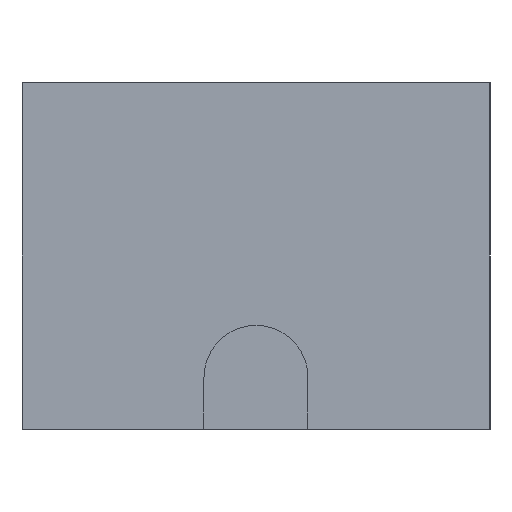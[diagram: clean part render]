
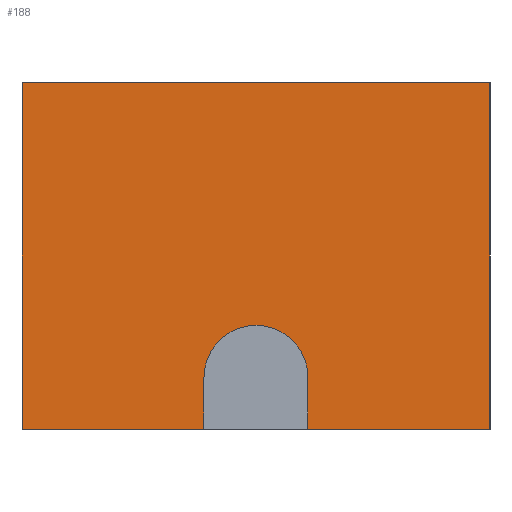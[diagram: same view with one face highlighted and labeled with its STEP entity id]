
A CAD part, left-side view. The second image highlights one B-rep face of the part: STEP entity #188.
In plain terms, the highlighted planar face has unit normal (-1, 0, 0).
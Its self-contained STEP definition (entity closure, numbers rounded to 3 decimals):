
#67 = ORIENTED_EDGE ( 'NONE', *, *, #2926, .F. ) ;
#68 = ORIENTED_EDGE ( 'NONE', *, *, #3118, .F. ) ;
#69 = ORIENTED_EDGE ( 'NONE', *, *, #2138, .T. ) ;
#70 = ORIENTED_EDGE ( 'NONE', *, *, #2927, .T. ) ;
#71 = ORIENTED_EDGE ( 'NONE', *, *, #3000, .F. ) ;
#72 = ORIENTED_EDGE ( 'NONE', *, *, #3036, .F. ) ;
#73 = ORIENTED_EDGE ( 'NONE', *, *, #3095, .T. ) ;
#74 = ORIENTED_EDGE ( 'NONE', *, *, #3108, .F. ) ;
#75 = ORIENTED_EDGE ( 'NONE', *, *, #2126, .F. ) ;
#188 = ADVANCED_FACE ( 'NONE', ( #2681 ), #1622, .F. ) ;
#254 = DIRECTION ( 'NONE',  ( 0., -1., 0. ) ) ;
#255 = CARTESIAN_POINT ( 'NONE',  ( 0., 13.5, 20. ) ) ;
#294 = DIRECTION ( 'NONE',  ( 0., 0., 1. ) ) ;
#300 = DIRECTION ( 'NONE',  ( 0., 0., -1. ) ) ;
#464 = DIRECTION ( 'NONE',  ( 0., 0., -1. ) ) ;
#465 = CARTESIAN_POINT ( 'NONE',  ( 0., 3., 0. ) ) ;
#484 = DIRECTION ( 'NONE',  ( 0., 0., 1. ) ) ;
#485 = CARTESIAN_POINT ( 'NONE',  ( 0., -3., 0. ) ) ;
#512 = DIRECTION ( 'NONE',  ( 0., -1., 0. ) ) ;
#513 = CARTESIAN_POINT ( 'NONE',  ( 0., 13.5, 0. ) ) ;
#611 = DIRECTION ( 'NONE',  ( 0., 0., -1. ) ) ;
#612 = CARTESIAN_POINT ( 'NONE',  ( 0., -13.5, 20. ) ) ;
#638 = CARTESIAN_POINT ( 'NONE',  ( 0., 13.5, 20. ) ) ;
#674 = DIRECTION ( 'NONE',  ( -1., 0., 0. ) ) ;
#675 = CARTESIAN_POINT ( 'NONE',  ( 0., 0., 3. ) ) ;
#1009 = DIRECTION ( 'NONE',  ( 0., -1., 0. ) ) ;
#1010 = CARTESIAN_POINT ( 'NONE',  ( 0., 13.5, 0. ) ) ;
#1035 = DIRECTION ( 'NONE',  ( 0., 0., 1. ) ) ;
#1036 = DIRECTION ( 'NONE',  ( -1., 0., 0. ) ) ;
#1037 = CARTESIAN_POINT ( 'NONE',  ( 0., 0., 3. ) ) ;
#1083 = CARTESIAN_POINT ( 'NONE',  ( 0., 3., 0. ) ) ;
#1093 = CARTESIAN_POINT ( 'NONE',  ( 0., 3., 3. ) ) ;
#1140 = CARTESIAN_POINT ( 'NONE',  ( 0., -13.5, 0. ) ) ;
#1172 = VERTEX_POINT ( 'NONE', #1457 ) ;
#1201 = CARTESIAN_POINT ( 'NONE',  ( 0., 0., 6. ) ) ;
#1219 = VERTEX_POINT ( 'NONE', #1501 ) ;
#1220 = VERTEX_POINT ( 'NONE', #1229 ) ;
#1223 = VERTEX_POINT ( 'NONE', #1364 ) ;
#1229 = CARTESIAN_POINT ( 'NONE',  ( 0., 13.5, 20. ) ) ;
#1364 = CARTESIAN_POINT ( 'NONE',  ( 0., 13.5, 0. ) ) ;
#1457 = CARTESIAN_POINT ( 'NONE',  ( 0., -3., 3. ) ) ;
#1501 = CARTESIAN_POINT ( 'NONE',  ( 0., -13.5, 20. ) ) ;
#1505 = CARTESIAN_POINT ( 'NONE',  ( 0., -3., 0. ) ) ;
#1514 = VERTEX_POINT ( 'NONE', #1201 ) ;
#1530 = VERTEX_POINT ( 'NONE', #1505 ) ;
#1542 = VERTEX_POINT ( 'NONE', #1140 ) ;
#1581 = VERTEX_POINT ( 'NONE', #1093 ) ;
#1614 = CARTESIAN_POINT ( 'NONE',  ( 0., 13.5, 20. ) ) ;
#1615 = DIRECTION ( 'NONE',  ( 1., 0., 0. ) ) ;
#1616 = DIRECTION ( 'NONE',  ( 0., 0., -1. ) ) ;
#1622 = PLANE ( 'NONE',  #2988 ) ;
#1632 = VERTEX_POINT ( 'NONE', #1083 ) ;
#2033 = AXIS2_PLACEMENT_3D ( 'NONE', #675, #674, #294 ) ;
#2103 = AXIS2_PLACEMENT_3D ( 'NONE', #1037, #1036, #1035 ) ;
#2126 = EDGE_CURVE ( 'NONE', #1172, #1514, #2763, .T. ) ;
#2138 = EDGE_CURVE ( 'NONE', #1223, #1632, #2554, .T. ) ;
#2409 = EDGE_LOOP ( 'NONE', ( #75, #74, #73, #72, #71, #70, #69, #68, #67 ) ) ;
#2529 = VECTOR ( 'NONE', #1009, 1000. ) ;
#2554 = LINE ( 'NONE', #1010, #2529 ) ;
#2681 = FACE_OUTER_BOUND ( 'NONE', #2409, .T. ) ;
#2763 = CIRCLE ( 'NONE', #2103, 3. ) ;
#2926 = EDGE_CURVE ( 'NONE', #1514, #1581, #3565, .T. ) ;
#2927 = EDGE_CURVE ( 'NONE', #1220, #1223, #3511, .T. ) ;
#2988 = AXIS2_PLACEMENT_3D ( 'NONE', #1614, #1615, #1616 ) ;
#3000 = EDGE_CURVE ( 'NONE', #1220, #1219, #3398, .T. ) ;
#3036 = EDGE_CURVE ( 'NONE', #1219, #1542, #3709, .T. ) ;
#3095 = EDGE_CURVE ( 'NONE', #1530, #1542, #3521, .T. ) ;
#3108 = EDGE_CURVE ( 'NONE', #1530, #1172, #3451, .T. ) ;
#3118 = EDGE_CURVE ( 'NONE', #1581, #1632, #3416, .T. ) ;
#3391 = VECTOR ( 'NONE', #254, 1000. ) ;
#3398 = LINE ( 'NONE', #255, #3391 ) ;
#3413 = VECTOR ( 'NONE', #464, 1000. ) ;
#3416 = LINE ( 'NONE', #465, #3413 ) ;
#3447 = VECTOR ( 'NONE', #484, 1000. ) ;
#3451 = LINE ( 'NONE', #485, #3447 ) ;
#3508 = VECTOR ( 'NONE', #300, 1000. ) ;
#3511 = LINE ( 'NONE', #638, #3508 ) ;
#3517 = VECTOR ( 'NONE', #512, 1000. ) ;
#3521 = LINE ( 'NONE', #513, #3517 ) ;
#3565 = CIRCLE ( 'NONE', #2033, 3. ) ;
#3707 = VECTOR ( 'NONE', #611, 1000. ) ;
#3709 = LINE ( 'NONE', #612, #3707 ) ;
